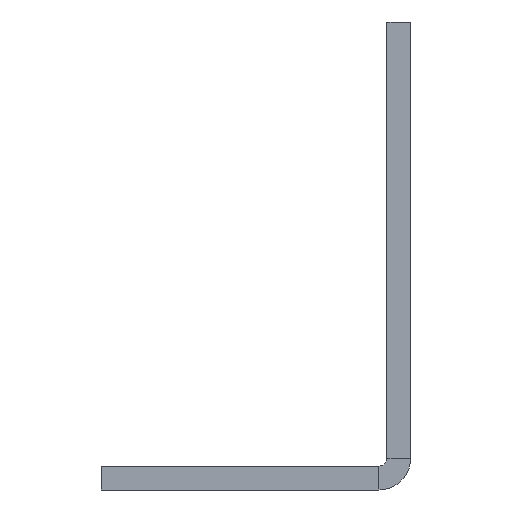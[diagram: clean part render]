
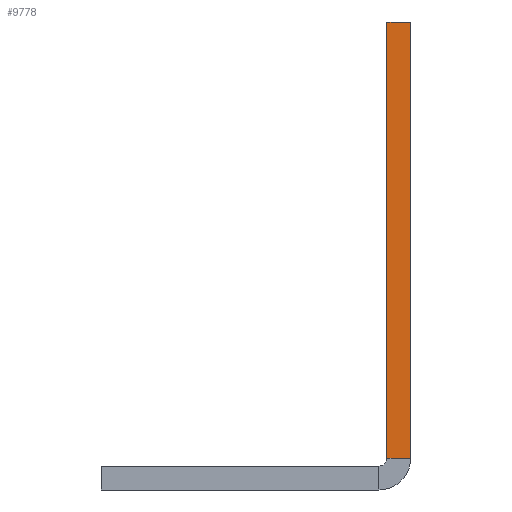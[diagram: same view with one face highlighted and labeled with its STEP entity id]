
A CAD part, front view. The second image highlights one B-rep face of the part: STEP entity #9778.
In plain terms, the highlighted planar face has unit normal (0, -1, 0).
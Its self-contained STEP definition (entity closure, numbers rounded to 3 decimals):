
#608=PLANE('',#10338);
#1060=FACE_OUTER_BOUND('',#1700,.T.);
#1700=EDGE_LOOP('',(#9273,#9274,#9275,#9276));
#2016=LINE('',#13196,#3282);
#2214=LINE('',#13628,#3480);
#3053=LINE('',#15387,#4319);
#3055=LINE('',#15392,#4321);
#3282=VECTOR('',#10636,10.);
#3480=VECTOR('',#10874,10.);
#4319=VECTOR('',#12675,10.);
#4321=VECTOR('',#12683,10.);
#4568=VERTEX_POINT('',#13193);
#4569=VERTEX_POINT('',#13195);
#4782=VERTEX_POINT('',#13625);
#4783=VERTEX_POINT('',#13627);
#5475=EDGE_CURVE('',#4569,#4568,#2016,.T.);
#5691=EDGE_CURVE('',#4783,#4782,#2214,.T.);
#6573=EDGE_CURVE('',#4782,#4569,#3053,.T.);
#6575=EDGE_CURVE('',#4783,#4568,#3055,.T.);
#9273=ORIENTED_EDGE('',*,*,#6573,.T.);
#9274=ORIENTED_EDGE('',*,*,#5475,.T.);
#9275=ORIENTED_EDGE('',*,*,#6575,.F.);
#9276=ORIENTED_EDGE('',*,*,#5691,.T.);
#9778=ADVANCED_FACE('',(#1060),#608,.T.);
#10338=AXIS2_PLACEMENT_3D('',#15391,#12681,#12682);
#10636=DIRECTION('',(0.,0.,1.));
#10874=DIRECTION('',(0.,0.,-1.));
#12675=DIRECTION('',(1.,0.,0.));
#12681=DIRECTION('center_axis',(0.,-1.,0.));
#12682=DIRECTION('ref_axis',(0.,0.,-1.));
#12683=DIRECTION('',(1.,0.,0.));
#13193=CARTESIAN_POINT('',(1.5,-369.35,14.75));
#13195=CARTESIAN_POINT('',(1.5,-369.35,-12.75));
#13196=CARTESIAN_POINT('',(1.5,-369.35,14.75));
#13625=CARTESIAN_POINT('',(0.,-369.35,-12.75));
#13627=CARTESIAN_POINT('',(0.,-369.35,14.75));
#13628=CARTESIAN_POINT('',(0.,-369.35,14.75));
#15387=CARTESIAN_POINT('',(0.,-369.35,-12.75));
#15391=CARTESIAN_POINT('Origin',(0.,-369.35,-14.75));
#15392=CARTESIAN_POINT('',(0.,-369.35,14.75));
